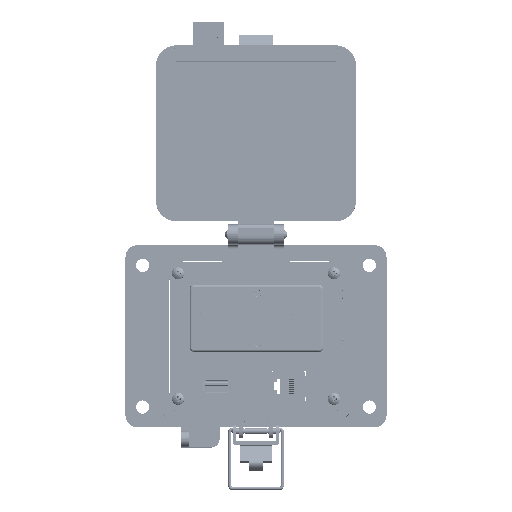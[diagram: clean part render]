
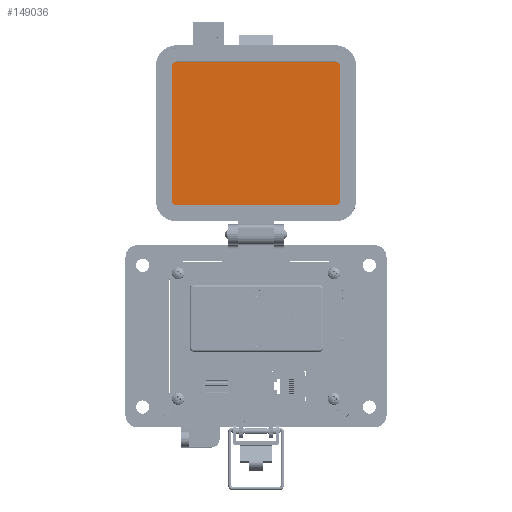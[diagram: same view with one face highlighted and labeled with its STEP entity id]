
A CAD part, top view. The second image highlights one B-rep face of the part: STEP entity #149036.
In plain terms, the highlighted planar face has unit normal (0, 0, 1).
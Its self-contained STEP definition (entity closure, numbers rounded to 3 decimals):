
#714 = ORIENTED_EDGE ( 'NONE', *, *, #93629, .F. ) ;
#1873 = AXIS2_PLACEMENT_3D ( 'NONE', #109761, #113707, #88325 ) ;
#4069 = DIRECTION ( 'NONE',  ( 1., 0., 0. ) ) ;
#5637 = EDGE_CURVE ( 'NONE', #201370, #151252, #249036, .T. ) ;
#42268 = VECTOR ( 'NONE', #191725, 1000. ) ;
#46343 = CARTESIAN_POINT ( 'NONE',  ( 38.212, 93.196, 19.202 ) ) ;
#53478 = ORIENTED_EDGE ( 'NONE', *, *, #146907, .F. ) ;
#59660 = CARTESIAN_POINT ( 'NONE',  ( -44.769, 93.196, 19.202 ) ) ;
#62879 = VERTEX_POINT ( 'NONE', #92916 ) ;
#69260 = VERTEX_POINT ( 'NONE', #135993 ) ;
#72854 = DIRECTION ( 'NONE',  ( 1., 0., 0. ) ) ;
#76319 = DIRECTION ( 'NONE',  ( 0., 0., -1. ) ) ;
#79811 = DIRECTION ( 'NONE',  ( 0., 1., 0. ) ) ;
#82830 = AXIS2_PLACEMENT_3D ( 'NONE', #175685, #76319, #214648 ) ;
#87088 = LINE ( 'NONE', #168988, #42268 ) ;
#88325 = DIRECTION ( 'NONE',  ( -1., 0., 0. ) ) ;
#91339 = ORIENTED_EDGE ( 'NONE', *, *, #95746, .F. ) ;
#92916 = CARTESIAN_POINT ( 'NONE',  ( -42.469, 57.705, 19.202 ) ) ;
#93629 = EDGE_CURVE ( 'NONE', #154695, #134417, #247257, .T. ) ;
#95746 = EDGE_CURVE ( 'NONE', #235406, #62879, #98957, .T. ) ;
#98957 = LINE ( 'NONE', #180833, #239138 ) ;
#101919 = ORIENTED_EDGE ( 'NONE', *, *, #150821, .F. ) ;
#104594 = CARTESIAN_POINT ( 'NONE',  ( 38.212, 126.389, 19.202 ) ) ;
#106748 = DIRECTION ( 'NONE',  ( 0., -1., 0. ) ) ;
#109761 = CARTESIAN_POINT ( 'NONE',  ( 39.871, 130.108, 19.202 ) ) ;
#113707 = DIRECTION ( 'NONE',  ( 0., 0., 1. ) ) ;
#120626 = CARTESIAN_POINT ( 'NONE',  ( -44.769, 126.389, 19.202 ) ) ;
#126643 = CIRCLE ( 'NONE', #250945, 2.299 ) ;
#127126 = EDGE_CURVE ( 'NONE', #151252, #235406, #202709, .T. ) ;
#127264 = VECTOR ( 'NONE', #106748, 1000. ) ;
#128396 = CARTESIAN_POINT ( 'NONE',  ( 38.212, 60.004, 19.202 ) ) ;
#134289 = AXIS2_PLACEMENT_3D ( 'NONE', #206815, #248388, #4069 ) ;
#134417 = VERTEX_POINT ( 'NONE', #254572 ) ;
#135993 = CARTESIAN_POINT ( 'NONE',  ( -44.769, 60.004, 19.202 ) ) ;
#138465 = CIRCLE ( 'NONE', #134289, 2.299 ) ;
#145313 = VERTEX_POINT ( 'NONE', #186528 ) ;
#146907 = EDGE_CURVE ( 'NONE', #62879, #69260, #138465, .T. ) ;
#147845 = CARTESIAN_POINT ( 'NONE',  ( -42.469, 126.389, 19.202 ) ) ;
#149036 = ADVANCED_FACE ( 'NONE', ( #192951 ), #170229, .T. ) ;
#150821 = EDGE_CURVE ( 'NONE', #145313, #201370, #126643, .T. ) ;
#151252 = VERTEX_POINT ( 'NONE', #128396 ) ;
#154695 = VERTEX_POINT ( 'NONE', #120626 ) ;
#155609 = EDGE_LOOP ( 'NONE', ( #164251, #175686, #101919, #205946, #714, #248938, #53478, #91339 ) ) ;
#158184 = VECTOR ( 'NONE', #79811, 1000. ) ;
#158709 = EDGE_CURVE ( 'NONE', #134417, #145313, #87088, .T. ) ;
#159175 = EDGE_CURVE ( 'NONE', #69260, #154695, #179184, .T. ) ;
#164251 = ORIENTED_EDGE ( 'NONE', *, *, #127126, .F. ) ;
#168988 = CARTESIAN_POINT ( 'NONE',  ( -3.279, 128.688, 19.202 ) ) ;
#169301 = DIRECTION ( 'NONE',  ( 0., 0., -1. ) ) ;
#170229 = PLANE ( 'NONE',  #1873 ) ;
#174264 = AXIS2_PLACEMENT_3D ( 'NONE', #147845, #169301, #209557 ) ;
#175685 = CARTESIAN_POINT ( 'NONE',  ( 35.912, 60.004, 19.202 ) ) ;
#175686 = ORIENTED_EDGE ( 'NONE', *, *, #5637, .F. ) ;
#179184 = LINE ( 'NONE', #59660, #158184 ) ;
#180833 = CARTESIAN_POINT ( 'NONE',  ( -3.279, 57.705, 19.202 ) ) ;
#186528 = CARTESIAN_POINT ( 'NONE',  ( 35.912, 128.688, 19.202 ) ) ;
#191725 = DIRECTION ( 'NONE',  ( 1., 0., 0. ) ) ;
#192951 = FACE_OUTER_BOUND ( 'NONE', #155609, .T. ) ;
#201370 = VERTEX_POINT ( 'NONE', #104594 ) ;
#201570 = DIRECTION ( 'NONE',  ( 0., 0., -1. ) ) ;
#202709 = CIRCLE ( 'NONE', #82830, 2.299 ) ;
#202953 = CARTESIAN_POINT ( 'NONE',  ( 35.912, 57.705, 19.202 ) ) ;
#205946 = ORIENTED_EDGE ( 'NONE', *, *, #158709, .F. ) ;
#206815 = CARTESIAN_POINT ( 'NONE',  ( -42.469, 60.004, 19.202 ) ) ;
#209557 = DIRECTION ( 'NONE',  ( 0., -1., 0. ) ) ;
#214648 = DIRECTION ( 'NONE',  ( 0., -1., 0. ) ) ;
#221730 = CARTESIAN_POINT ( 'NONE',  ( 35.912, 126.389, 19.202 ) ) ;
#235406 = VERTEX_POINT ( 'NONE', #202953 ) ;
#239138 = VECTOR ( 'NONE', #262681, 1000. ) ;
#247257 = CIRCLE ( 'NONE', #174264, 2.299 ) ;
#248388 = DIRECTION ( 'NONE',  ( 0., 0., -1. ) ) ;
#248938 = ORIENTED_EDGE ( 'NONE', *, *, #159175, .F. ) ;
#249036 = LINE ( 'NONE', #46343, #127264 ) ;
#250945 = AXIS2_PLACEMENT_3D ( 'NONE', #221730, #201570, #72854 ) ;
#254572 = CARTESIAN_POINT ( 'NONE',  ( -42.469, 128.688, 19.202 ) ) ;
#262681 = DIRECTION ( 'NONE',  ( -1., 0., 0. ) ) ;
